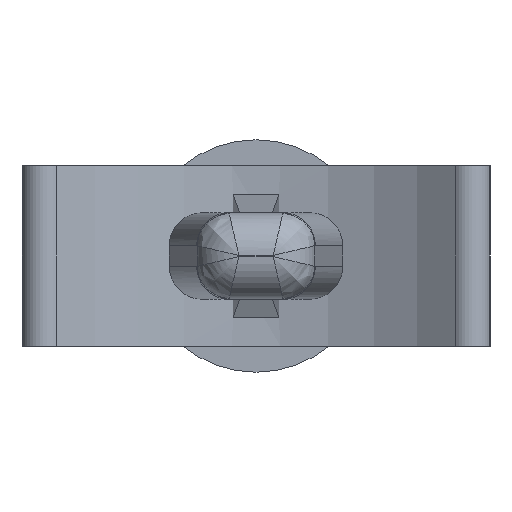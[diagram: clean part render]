
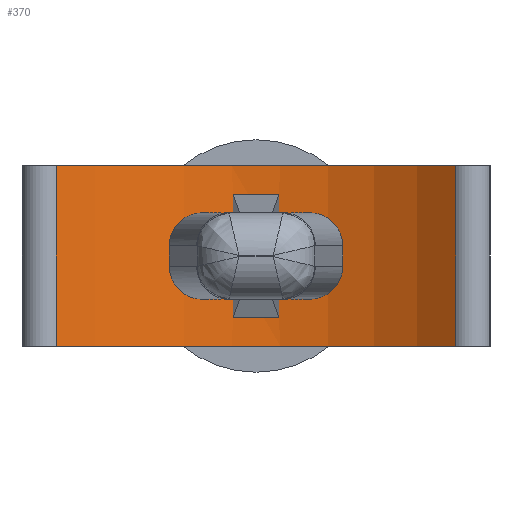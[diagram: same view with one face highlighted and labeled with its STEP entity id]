
A CAD part, front view. The second image highlights one B-rep face of the part: STEP entity #370.
In plain terms, the highlighted cylindrical face has radius 9.14 mm (diameter 18.28 mm), a partial arc.
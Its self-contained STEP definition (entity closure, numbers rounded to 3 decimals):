
#370 = ADVANCED_FACE( '', ( #765, #766 ), #767, .F. );
#765 = FACE_OUTER_BOUND( '', #1980, .T. );
#766 = FACE_BOUND( '', #1981, .T. );
#767 = CYLINDRICAL_SURFACE( '', #1982, 9.14 );
#1980 = EDGE_LOOP( '', ( #3077, #3078, #3079, #3080 ) );
#1981 = EDGE_LOOP( '', ( #3081, #3082, #3083, #3084 ) );
#1982 = AXIS2_PLACEMENT_3D( '', #3085, #3086, #3087 );
#3077 = ORIENTED_EDGE( '', *, *, #3440, .T. );
#3078 = ORIENTED_EDGE( '', *, *, #3558, .F. );
#3079 = ORIENTED_EDGE( '', *, *, #3656, .F. );
#3080 = ORIENTED_EDGE( '', *, *, #3743, .T. );
#3081 = ORIENTED_EDGE( '', *, *, #3712, .T. );
#3082 = ORIENTED_EDGE( '', *, *, #3700, .T. );
#3083 = ORIENTED_EDGE( '', *, *, #3356, .T. );
#3084 = ORIENTED_EDGE( '', *, *, #3378, .T. );
#3085 = CARTESIAN_POINT( '', ( 0., -18.665, 2.75 ) );
#3086 = DIRECTION( '', ( 0., 0., 1. ) );
#3087 = DIRECTION( '', ( -1., 0., 0. ) );
#3356 = EDGE_CURVE( '', #3840, #3841, #3842, .T. );
#3378 = EDGE_CURVE( '', #3841, #3879, #3880, .F. );
#3440 = EDGE_CURVE( '', #3986, #3984, #3987, .T. );
#3558 = EDGE_CURVE( '', #4170, #3984, #4172, .T. );
#3656 = EDGE_CURVE( '', #4302, #4170, #4304, .T. );
#3700 = EDGE_CURVE( '', #4358, #3840, #4359, .T. );
#3712 = EDGE_CURVE( '', #3879, #4358, #4372, .T. );
#3743 = EDGE_CURVE( '', #4302, #3986, #4405, .T. );
#3840 = VERTEX_POINT( '', #4519 );
#3841 = VERTEX_POINT( '', #4520 );
#3842 = CIRCLE( '', #4521, 9.14 );
#3879 = VERTEX_POINT( '', #4571 );
#3880 = LINE( '', #4572, #4573 );
#3984 = VERTEX_POINT( '', #4714 );
#3986 = VERTEX_POINT( '', #4716 );
#3987 = CIRCLE( '', #4717, 9.14 );
#4170 = VERTEX_POINT( '', #4966 );
#4172 = LINE( '', #4968, #4969 );
#4302 = VERTEX_POINT( '', #5148 );
#4304 = CIRCLE( '', #5150, 9.14 );
#4358 = VERTEX_POINT( '', #5222 );
#4359 = LINE( '', #5223, #5224 );
#4372 = CIRCLE( '', #5241, 9.14 );
#4405 = LINE( '', #5284, #5285 );
#4519 = CARTESIAN_POINT( '', ( 0.7, -9.552, -1.875 ) );
#4520 = CARTESIAN_POINT( '', ( -0.7, -9.552, -1.875 ) );
#4521 = AXIS2_PLACEMENT_3D( '', #5391, #5392, #5393 );
#4571 = CARTESIAN_POINT( '', ( -0.7, -9.552, 1.875 ) );
#4572 = CARTESIAN_POINT( '', ( -0.7, -9.552, 2.75 ) );
#4573 = VECTOR( '', #5419, 1000. );
#4714 = CARTESIAN_POINT( '', ( 6.107, -11.865, -2.75 ) );
#4716 = CARTESIAN_POINT( '', ( -6.107, -11.865, -2.75 ) );
#4717 = AXIS2_PLACEMENT_3D( '', #5496, #5497, #5498 );
#4966 = CARTESIAN_POINT( '', ( 6.107, -11.865, 2.75 ) );
#4968 = CARTESIAN_POINT( '', ( 6.107, -11.865, 2.75 ) );
#4969 = VECTOR( '', #5646, 1000. );
#5148 = CARTESIAN_POINT( '', ( -6.107, -11.865, 2.75 ) );
#5150 = AXIS2_PLACEMENT_3D( '', #5762, #5763, #5764 );
#5222 = CARTESIAN_POINT( '', ( 0.7, -9.552, 1.875 ) );
#5223 = CARTESIAN_POINT( '', ( 0.7, -9.552, 2.75 ) );
#5224 = VECTOR( '', #5819, 1000. );
#5241 = AXIS2_PLACEMENT_3D( '', #5830, #5831, #5832 );
#5284 = CARTESIAN_POINT( '', ( -6.107, -11.865, 2.75 ) );
#5285 = VECTOR( '', #5852, 1000. );
#5391 = CARTESIAN_POINT( '', ( 0., -18.665, -1.875 ) );
#5392 = DIRECTION( '', ( 0., 0., 1. ) );
#5393 = DIRECTION( '', ( 1., 0., 0. ) );
#5419 = DIRECTION( '', ( 0., 0., -1. ) );
#5496 = CARTESIAN_POINT( '', ( 0., -18.665, -2.75 ) );
#5497 = DIRECTION( '', ( 0., 0., -1. ) );
#5498 = DIRECTION( '', ( 1., 0., 0. ) );
#5646 = DIRECTION( '', ( 0., 0., -1. ) );
#5762 = CARTESIAN_POINT( '', ( 0., -18.665, 2.75 ) );
#5763 = DIRECTION( '', ( 0., 0., -1. ) );
#5764 = DIRECTION( '', ( 1., 0., 0. ) );
#5819 = DIRECTION( '', ( 0., 0., -1. ) );
#5830 = CARTESIAN_POINT( '', ( 0., -18.665, 1.875 ) );
#5831 = DIRECTION( '', ( 0., 0., -1. ) );
#5832 = DIRECTION( '', ( -1., 0., 0. ) );
#5852 = DIRECTION( '', ( 0., 0., -1. ) );
